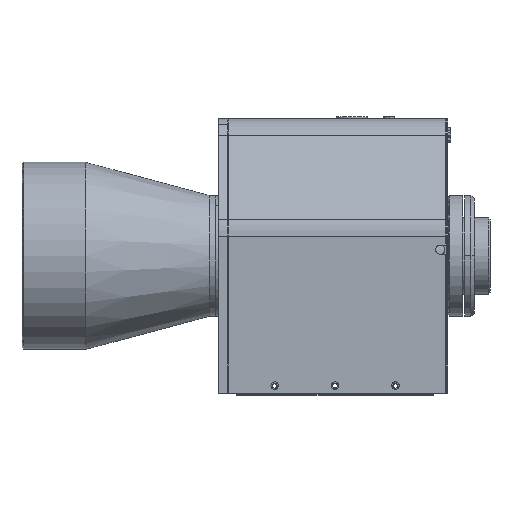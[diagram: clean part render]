
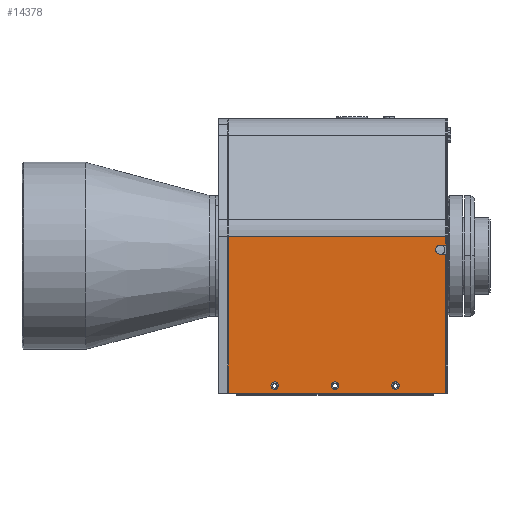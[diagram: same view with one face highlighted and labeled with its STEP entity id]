
A CAD part, top view. The second image highlights one B-rep face of the part: STEP entity #14378.
In plain terms, the highlighted planar face has unit normal (0, 0, 1).
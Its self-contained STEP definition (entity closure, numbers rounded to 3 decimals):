
#239 = EDGE_CURVE ( 'NONE', #11248, #5882, #17776, .T. ) ;
#273 = CARTESIAN_POINT ( 'NONE',  ( -26.82, -45.6, 49.002 ) ) ;
#312 = VERTEX_POINT ( 'NONE', #11633 ) ;
#344 = VERTEX_POINT ( 'NONE', #14435 ) ;
#351 = CARTESIAN_POINT ( 'NONE',  ( -99.07, 6.452, 49. ) ) ;
#355 = CARTESIAN_POINT ( 'NONE',  ( -262.307, 6.452, 49. ) ) ;
#425 = VECTOR ( 'NONE', #12673, 1000. ) ;
#480 = CIRCLE ( 'NONE', #11423, 1.25 ) ;
#577 = DIRECTION ( 'NONE',  ( 0., 1., 0. ) ) ;
#592 = CARTESIAN_POINT ( 'NONE',  ( -63.595, -44.35, 49.002 ) ) ;
#842 = AXIS2_PLACEMENT_3D ( 'NONE', #17189, #8826, #577 ) ;
#992 = CARTESIAN_POINT ( 'NONE',  ( -83.595, -43.1, 49.002 ) ) ;
#1300 = DIRECTION ( 'NONE',  ( 0., 1., 0. ) ) ;
#1495 = ORIENTED_EDGE ( 'NONE', *, *, #8121, .T. ) ;
#1592 = ORIENTED_EDGE ( 'NONE', *, *, #5796, .F. ) ;
#1638 = DIRECTION ( 'NONE',  ( 0., 1., 0. ) ) ;
#1824 = DIRECTION ( 'NONE',  ( 0., 0., 1. ) ) ;
#2000 = LINE ( 'NONE', #9920, #12639 ) ;
#2025 = PLANE ( 'NONE',  #13482 ) ;
#2033 = CARTESIAN_POINT ( 'NONE',  ( -28.82, 0.502, 49. ) ) ;
#2088 = DIRECTION ( 'NONE',  ( 0., 0., -1. ) ) ;
#2384 = DIRECTION ( 'NONE',  ( 0., 1., 0. ) ) ;
#2669 = EDGE_CURVE ( 'NONE', #17931, #11947, #5994, .T. ) ;
#2672 = DIRECTION ( 'NONE',  ( 1., 0., 0. ) ) ;
#2825 = VECTOR ( 'NONE', #9398, 1000. ) ;
#2839 = VERTEX_POINT ( 'NONE', #11163 ) ;
#2856 = EDGE_LOOP ( 'NONE', ( #8186, #9514 ) ) ;
#3040 = EDGE_CURVE ( 'NONE', #5882, #11248, #10821, .T. ) ;
#3245 = ORIENTED_EDGE ( 'NONE', *, *, #13516, .F. ) ;
#3625 = VERTEX_POINT ( 'NONE', #11965 ) ;
#3705 = EDGE_LOOP ( 'NONE', ( #3245, #4057, #1495, #1592, #13045, #11572, #10041, #14607 ) ) ;
#3780 = CARTESIAN_POINT ( 'NONE',  ( -43.595, -43.1, 49.002 ) ) ;
#3933 = AXIS2_PLACEMENT_3D ( 'NONE', #4654, #14350, #6091 ) ;
#4057 = ORIENTED_EDGE ( 'NONE', *, *, #12440, .F. ) ;
#4061 = AXIS2_PLACEMENT_3D ( 'NONE', #17920, #9576, #1300 ) ;
#4156 = VERTEX_POINT ( 'NONE', #351 ) ;
#4413 = DIRECTION ( 'NONE',  ( 0., 0., 1. ) ) ;
#4450 = AXIS2_PLACEMENT_3D ( 'NONE', #12715, #4413, #14104 ) ;
#4503 = CIRCLE ( 'NONE', #4061, 1.5 ) ;
#4654 = CARTESIAN_POINT ( 'NONE',  ( -43.595, -43.1, 49.002 ) ) ;
#4895 = VECTOR ( 'NONE', #14192, 1000. ) ;
#4992 = CARTESIAN_POINT ( 'NONE',  ( -26.82, 3.502, 49. ) ) ;
#5175 = DIRECTION ( 'NONE',  ( 0., 1., 0. ) ) ;
#5219 = CARTESIAN_POINT ( 'NONE',  ( -99.07, -45.6, 49.002 ) ) ;
#5473 = EDGE_CURVE ( 'NONE', #11947, #17931, #10108, .T. ) ;
#5496 = AXIS2_PLACEMENT_3D ( 'NONE', #3780, #13494, #5175 ) ;
#5554 = CARTESIAN_POINT ( 'NONE',  ( -28.82, 3.502, 49. ) ) ;
#5735 = ORIENTED_EDGE ( 'NONE', *, *, #2669, .F. ) ;
#5796 = EDGE_CURVE ( 'NONE', #4156, #2839, #11827, .T. ) ;
#5882 = VERTEX_POINT ( 'NONE', #592 ) ;
#5994 = CIRCLE ( 'NONE', #5496, 1.25 ) ;
#6091 = DIRECTION ( 'NONE',  ( 0., 1., 0. ) ) ;
#6139 = EDGE_CURVE ( 'NONE', #4156, #12821, #17582, .T. ) ;
#6403 = FACE_OUTER_BOUND ( 'NONE', #3705, .T. ) ;
#6616 = CARTESIAN_POINT ( 'NONE',  ( -28.82, 0.502, 49. ) ) ;
#6636 = CARTESIAN_POINT ( 'NONE',  ( -99.07, -45.6, 49.002 ) ) ;
#6833 = FACE_BOUND ( 'NONE', #2856, .T. ) ;
#6997 = VECTOR ( 'NONE', #2672, 1000. ) ;
#7228 = ORIENTED_EDGE ( 'NONE', *, *, #5473, .F. ) ;
#7606 = LINE ( 'NONE', #5554, #17821 ) ;
#8005 = ORIENTED_EDGE ( 'NONE', *, *, #17973, .F. ) ;
#8054 = CARTESIAN_POINT ( 'NONE',  ( -262.307, -45.6, 49.002 ) ) ;
#8121 = EDGE_CURVE ( 'NONE', #10548, #2839, #2000, .T. ) ;
#8186 = ORIENTED_EDGE ( 'NONE', *, *, #239, .F. ) ;
#8215 = LINE ( 'NONE', #273, #425 ) ;
#8826 = DIRECTION ( 'NONE',  ( 0., 0., 1. ) ) ;
#9140 = CARTESIAN_POINT ( 'NONE',  ( -43.595, -41.85, 49.002 ) ) ;
#9192 = LINE ( 'NONE', #2033, #16167 ) ;
#9398 = DIRECTION ( 'NONE',  ( 0., -1., 0. ) ) ;
#9514 = ORIENTED_EDGE ( 'NONE', *, *, #3040, .F. ) ;
#9576 = DIRECTION ( 'NONE',  ( 0., 0., 1. ) ) ;
#9723 = EDGE_CURVE ( 'NONE', #344, #312, #8215, .T. ) ;
#9920 = CARTESIAN_POINT ( 'NONE',  ( -26.82, -45.6, 49.002 ) ) ;
#10041 = ORIENTED_EDGE ( 'NONE', *, *, #9723, .T. ) ;
#10042 = FACE_BOUND ( 'NONE', #15015, .T. ) ;
#10074 = VERTEX_POINT ( 'NONE', #16456 ) ;
#10106 = CARTESIAN_POINT ( 'NONE',  ( -63.595, -43.1, 49.002 ) ) ;
#10108 = CIRCLE ( 'NONE', #3933, 1.25 ) ;
#10116 = AXIS2_PLACEMENT_3D ( 'NONE', #10106, #1824, #11519 ) ;
#10165 = CARTESIAN_POINT ( 'NONE',  ( -43.595, -44.35, 49.002 ) ) ;
#10362 = CARTESIAN_POINT ( 'NONE',  ( -262.307, -45.6, 49.002 ) ) ;
#10548 = VERTEX_POINT ( 'NONE', #4992 ) ;
#10636 = DIRECTION ( 'NONE',  ( 0., 0., 1. ) ) ;
#10788 = CIRCLE ( 'NONE', #842, 1.25 ) ;
#10821 = CIRCLE ( 'NONE', #4450, 1.25 ) ;
#10939 = VERTEX_POINT ( 'NONE', #6616 ) ;
#11163 = CARTESIAN_POINT ( 'NONE',  ( -26.82, 6.452, 49. ) ) ;
#11248 = VERTEX_POINT ( 'NONE', #11483 ) ;
#11423 = AXIS2_PLACEMENT_3D ( 'NONE', #992, #10636, #2384 ) ;
#11483 = CARTESIAN_POINT ( 'NONE',  ( -63.595, -41.85, 49.002 ) ) ;
#11519 = DIRECTION ( 'NONE',  ( 0., 1., 0. ) ) ;
#11572 = ORIENTED_EDGE ( 'NONE', *, *, #14989, .T. ) ;
#11633 = CARTESIAN_POINT ( 'NONE',  ( -26.82, 0.502, 49. ) ) ;
#11769 = DIRECTION ( 'NONE',  ( 0., -1., 0. ) ) ;
#11827 = LINE ( 'NONE', #355, #4895 ) ;
#11947 = VERTEX_POINT ( 'NONE', #10165 ) ;
#11965 = CARTESIAN_POINT ( 'NONE',  ( -28.82, 3.502, 49. ) ) ;
#12440 = EDGE_CURVE ( 'NONE', #10548, #3625, #7606, .T. ) ;
#12639 = VECTOR ( 'NONE', #1638, 1000. ) ;
#12673 = DIRECTION ( 'NONE',  ( 0., 1., 0. ) ) ;
#12715 = CARTESIAN_POINT ( 'NONE',  ( -63.595, -43.1, 49.002 ) ) ;
#12821 = VERTEX_POINT ( 'NONE', #5219 ) ;
#12965 = VERTEX_POINT ( 'NONE', #16840 ) ;
#13045 = ORIENTED_EDGE ( 'NONE', *, *, #6139, .T. ) ;
#13482 = AXIS2_PLACEMENT_3D ( 'NONE', #10362, #2088, #11769 ) ;
#13494 = DIRECTION ( 'NONE',  ( 0., 0., 1. ) ) ;
#13516 = EDGE_CURVE ( 'NONE', #3625, #10939, #4503, .T. ) ;
#13767 = FACE_BOUND ( 'NONE', #14601, .T. ) ;
#14104 = DIRECTION ( 'NONE',  ( 0., 1., 0. ) ) ;
#14192 = DIRECTION ( 'NONE',  ( 1., 0., 0. ) ) ;
#14350 = DIRECTION ( 'NONE',  ( 0., 0., 1. ) ) ;
#14356 = LINE ( 'NONE', #8054, #6997 ) ;
#14378 = ADVANCED_FACE ( 'NONE', ( #13767, #6833, #10042, #6403 ), #2025, .F. ) ;
#14435 = CARTESIAN_POINT ( 'NONE',  ( -26.82, -45.6, 49.002 ) ) ;
#14520 = DIRECTION ( 'NONE',  ( 1., 0., 0. ) ) ;
#14601 = EDGE_LOOP ( 'NONE', ( #5735, #7228 ) ) ;
#14607 = ORIENTED_EDGE ( 'NONE', *, *, #16769, .F. ) ;
#14989 = EDGE_CURVE ( 'NONE', #12821, #344, #14356, .T. ) ;
#15015 = EDGE_LOOP ( 'NONE', ( #16830, #8005 ) ) ;
#15270 = DIRECTION ( 'NONE',  ( -1., 0., 0. ) ) ;
#15736 = EDGE_CURVE ( 'NONE', #10074, #12965, #10788, .T. ) ;
#16167 = VECTOR ( 'NONE', #14520, 1000. ) ;
#16456 = CARTESIAN_POINT ( 'NONE',  ( -83.595, -41.85, 49.002 ) ) ;
#16769 = EDGE_CURVE ( 'NONE', #10939, #312, #9192, .T. ) ;
#16830 = ORIENTED_EDGE ( 'NONE', *, *, #15736, .F. ) ;
#16840 = CARTESIAN_POINT ( 'NONE',  ( -83.595, -44.35, 49.002 ) ) ;
#17189 = CARTESIAN_POINT ( 'NONE',  ( -83.595, -43.1, 49.002 ) ) ;
#17582 = LINE ( 'NONE', #6636, #2825 ) ;
#17776 = CIRCLE ( 'NONE', #10116, 1.25 ) ;
#17821 = VECTOR ( 'NONE', #15270, 1000. ) ;
#17920 = CARTESIAN_POINT ( 'NONE',  ( -28.82, 2.002, 49. ) ) ;
#17931 = VERTEX_POINT ( 'NONE', #9140 ) ;
#17973 = EDGE_CURVE ( 'NONE', #12965, #10074, #480, .T. ) ;
